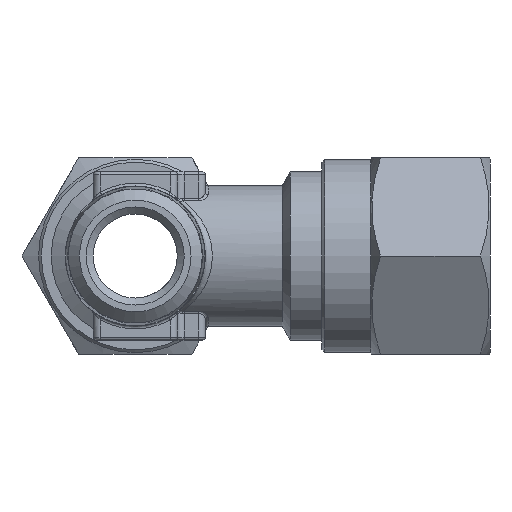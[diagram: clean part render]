
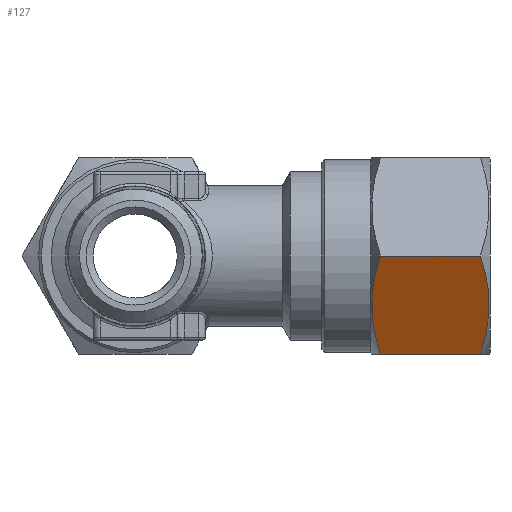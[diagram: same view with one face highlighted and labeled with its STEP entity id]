
A CAD part, front view. The second image highlights one B-rep face of the part: STEP entity #127.
In plain terms, the highlighted planar face has unit normal (0, -0.866, -0.5).
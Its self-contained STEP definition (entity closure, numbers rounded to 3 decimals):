
#127 = ADVANCED_FACE( 'NONE', ( #347 ), #348, .F. );
#347 = FACE_OUTER_BOUND( '', #1000, .T. );
#348 = PLANE( '', #1001 );
#1000 = EDGE_LOOP( '', ( #1955, #1956, #1957, #1958 ) );
#1001 = AXIS2_PLACEMENT_3D( '', #1959, #1960, #1961 );
#1955 = ORIENTED_EDGE( '', *, *, #2815, .T. );
#1956 = ORIENTED_EDGE( '', *, *, #2684, .F. );
#1957 = ORIENTED_EDGE( '', *, *, #2687, .F. );
#1958 = ORIENTED_EDGE( '', *, *, #2676, .F. );
#1959 = CARTESIAN_POINT( '', ( 25.324, -8.083, 0. ) );
#1960 = DIRECTION( '', ( 0., 0.866, 0.5 ) );
#1961 = DIRECTION( '', ( 1., 0., 0. ) );
#2676 = EDGE_CURVE( 'NONE', #3069, #3056, #3071, .T. );
#2684 = EDGE_CURVE( 'NONE', #3085, #3087, #3088, .T. );
#2687 = EDGE_CURVE( 'NONE', #3056, #3085, #3092, .T. );
#2815 = EDGE_CURVE( 'NONE', #3069, #3087, #3311, .T. );
#3056 = VERTEX_POINT( 'NONE', #4058 );
#3069 = VERTEX_POINT( 'NONE', #4145 );
#3071 = B_SPLINE_CURVE_WITH_KNOTS( '', 3, ( #4163, #4164, #4165, #4166, #4167, #4168, #4169, #4170, #4171, #4172, #4173, #4174, #4175, #4176, #4177, #4178, #4179 ), .UNSPECIFIED., .F., .F., ( 4, 1, 1, 1, 1, 1, 1, 1, 1, 1, 1, 1, 1, 1, 4 ), ( 0., 0.052, 0.102, 0.152, 0.201, 0.25, 0.312, 0.374, 0.499, 0.625, 0.687, 0.75, 0.831, 0.914, 1. ), .UNSPECIFIED. );
#3085 = VERTEX_POINT( 'NONE', #4257 );
#3087 = VERTEX_POINT( 'NONE', #4269 );
#3088 = B_SPLINE_CURVE_WITH_KNOTS( '', 3, ( #4270, #4271, #4272, #4273, #4274, #4275, #4276, #4277, #4278, #4279, #4280, #4281, #4282, #4283, #4284, #4285, #4286 ), .UNSPECIFIED., .F., .F., ( 4, 1, 1, 1, 1, 1, 1, 1, 1, 1, 1, 1, 1, 1, 4 ), ( 0., 0.052, 0.102, 0.152, 0.201, 0.25, 0.312, 0.374, 0.499, 0.625, 0.687, 0.75, 0.831, 0.914, 1. ), .UNSPECIFIED. );
#3092 = LINE( '', #4306, #4307 );
#3311 = LINE( '', #4702, #4703 );
#4058 = CARTESIAN_POINT( '', ( 24.641, -4.041, -7. ) );
#4145 = CARTESIAN_POINT( '', ( 24.641, -8.083, 0. ) );
#4163 = CARTESIAN_POINT( '', ( 24.641, -8.083, 0. ) );
#4164 = CARTESIAN_POINT( '', ( 24.679, -8.015, -0.118 ) );
#4165 = CARTESIAN_POINT( '', ( 24.756, -7.88, -0.351 ) );
#4166 = CARTESIAN_POINT( '', ( 24.858, -7.678, -0.701 ) );
#4167 = CARTESIAN_POINT( '', ( 24.949, -7.479, -1.046 ) );
#4168 = CARTESIAN_POINT( '', ( 25.03, -7.282, -1.388 ) );
#4169 = CARTESIAN_POINT( '', ( 25.106, -7.066, -1.761 ) );
#4170 = CARTESIAN_POINT( '', ( 25.173, -6.832, -2.167 ) );
#4171 = CARTESIAN_POINT( '', ( 25.244, -6.493, -2.754 ) );
#4172 = CARTESIAN_POINT( '', ( 25.281, -6.065, -3.495 ) );
#4173 = CARTESIAN_POINT( '', ( 25.245, -5.637, -4.236 ) );
#4174 = CARTESIAN_POINT( '', ( 25.174, -5.296, -4.827 ) );
#4175 = CARTESIAN_POINT( '', ( 25.094, -5.017, -5.311 ) );
#4176 = CARTESIAN_POINT( '', ( 24.98, -4.711, -5.84 ) );
#4177 = CARTESIAN_POINT( '', ( 24.828, -4.377, -6.418 ) );
#4178 = CARTESIAN_POINT( '', ( 24.704, -4.155, -6.804 ) );
#4179 = CARTESIAN_POINT( '', ( 24.641, -4.041, -7. ) );
#4257 = CARTESIAN_POINT( '', ( 17.507, -4.041, -7. ) );
#4269 = CARTESIAN_POINT( '', ( 17.507, -8.083, 0. ) );
#4270 = CARTESIAN_POINT( '', ( 17.507, -4.041, -7. ) );
#4271 = CARTESIAN_POINT( '', ( 17.468, -4.11, -6.882 ) );
#4272 = CARTESIAN_POINT( '', ( 17.392, -4.244, -6.649 ) );
#4273 = CARTESIAN_POINT( '', ( 17.29, -4.446, -6.299 ) );
#4274 = CARTESIAN_POINT( '', ( 17.198, -4.645, -5.954 ) );
#4275 = CARTESIAN_POINT( '', ( 17.118, -4.843, -5.612 ) );
#4276 = CARTESIAN_POINT( '', ( 17.042, -5.058, -5.239 ) );
#4277 = CARTESIAN_POINT( '', ( 16.975, -5.292, -4.833 ) );
#4278 = CARTESIAN_POINT( '', ( 16.904, -5.632, -4.246 ) );
#4279 = CARTESIAN_POINT( '', ( 16.867, -6.059, -3.505 ) );
#4280 = CARTESIAN_POINT( '', ( 16.903, -6.487, -2.764 ) );
#4281 = CARTESIAN_POINT( '', ( 16.974, -6.828, -2.173 ) );
#4282 = CARTESIAN_POINT( '', ( 17.054, -7.108, -1.689 ) );
#4283 = CARTESIAN_POINT( '', ( 17.168, -7.413, -1.16 ) );
#4284 = CARTESIAN_POINT( '', ( 17.32, -7.747, -0.582 ) );
#4285 = CARTESIAN_POINT( '', ( 17.444, -7.97, -0.196 ) );
#4286 = CARTESIAN_POINT( '', ( 17.507, -8.083, 0. ) );
#4306 = CARTESIAN_POINT( '', ( 25.324, -4.041, -7. ) );
#4307 = VECTOR( '', #5053, 1000. );
#4702 = CARTESIAN_POINT( '', ( 25.324, -8.083, 0. ) );
#4703 = VECTOR( '', #5322, 1000. );
#5053 = DIRECTION( '', ( -1., 0., 0. ) );
#5322 = DIRECTION( '', ( -1., 0., 0. ) );
